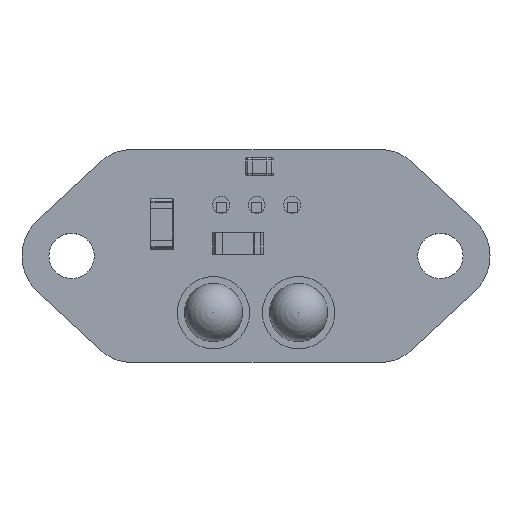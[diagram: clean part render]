
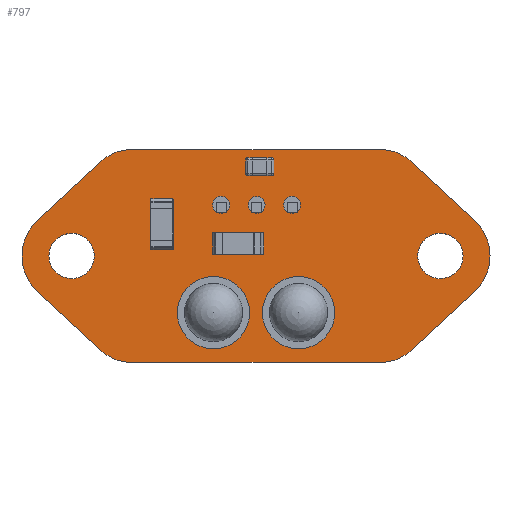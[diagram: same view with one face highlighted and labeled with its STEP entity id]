
A CAD part, top view. The second image highlights one B-rep face of the part: STEP entity #797.
In plain terms, the highlighted planar face has unit normal (0, 0, 1).
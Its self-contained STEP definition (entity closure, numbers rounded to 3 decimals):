
#76 = VERTEX_POINT('',#77);
#77 = CARTESIAN_POINT('',(5.646,0.795,0.411));
#83 = EDGE_CURVE('',#76,#84,#86,.T.);
#84 = VERTEX_POINT('',#85);
#85 = CARTESIAN_POINT('',(7.674,0.006,0.411));
#86 = CIRCLE('',#87,3.011);
#87 = AXIS2_PLACEMENT_3D('',#88,#89,#90);
#88 = CARTESIAN_POINT('',(7.678,3.017,0.411));
#89 = DIRECTION('',(0.,0.,1.));
#90 = DIRECTION('',(-0.675,-0.738,0.));
#116 = EDGE_CURVE('',#84,#117,#119,.T.);
#117 = VERTEX_POINT('',#118);
#118 = CARTESIAN_POINT('',(25.339,0.006,0.411)
  );
#119 = LINE('',#120,#121);
#120 = CARTESIAN_POINT('',(7.674,0.006,0.411));
#121 = VECTOR('',#122,1.);
#122 = DIRECTION('',(1.,0.,0.));
#147 = EDGE_CURVE('',#117,#148,#150,.T.);
#148 = VERTEX_POINT('',#149);
#149 = CARTESIAN_POINT('',(27.367,0.795,0.411));
#150 = CIRCLE('',#151,3.011);
#151 = AXIS2_PLACEMENT_3D('',#152,#153,#154);
#152 = CARTESIAN_POINT('',(25.335,3.017,0.411));
#153 = DIRECTION('',(0.,0.,1.));
#154 = DIRECTION('',(0.001,-1.,0.));
#180 = EDGE_CURVE('',#148,#181,#183,.T.);
#181 = VERTEX_POINT('',#182);
#182 = CARTESIAN_POINT('',(31.872,4.927,0.411));
#183 = LINE('',#184,#185);
#184 = CARTESIAN_POINT('',(27.367,0.795,0.411));
#185 = VECTOR('',#186,1.);
#186 = DIRECTION('',(0.737,0.676,0.));
#211 = EDGE_CURVE('',#181,#212,#214,.T.);
#212 = VERTEX_POINT('',#213);
#213 = CARTESIAN_POINT('',(31.872,10.086,0.411));
#214 = CIRCLE('',#215,3.501);
#215 = AXIS2_PLACEMENT_3D('',#216,#217,#218);
#216 = CARTESIAN_POINT('',(29.505,7.507,0.411));
#217 = DIRECTION('',(0.,0.,1.));
#218 = DIRECTION('',(0.676,-0.737,0.));
#244 = EDGE_CURVE('',#212,#245,#247,.T.);
#245 = VERTEX_POINT('',#246);
#246 = CARTESIAN_POINT('',(27.367,14.217,0.411));
#247 = LINE('',#248,#249);
#248 = CARTESIAN_POINT('',(31.872,10.086,0.411));
#249 = VECTOR('',#250,1.);
#250 = DIRECTION('',(-0.737,0.676,0.));
#275 = EDGE_CURVE('',#245,#276,#278,.T.);
#276 = VERTEX_POINT('',#277);
#277 = CARTESIAN_POINT('',(25.339,15.006,0.411));
#278 = CIRCLE('',#279,2.998);
#279 = AXIS2_PLACEMENT_3D('',#280,#281,#282);
#280 = CARTESIAN_POINT('',(25.34,12.008,0.411));
#281 = DIRECTION('',(0.,0.,1.));
#282 = DIRECTION('',(0.676,0.737,0.));
#308 = EDGE_CURVE('',#276,#309,#311,.T.);
#309 = VERTEX_POINT('',#310);
#310 = CARTESIAN_POINT('',(7.674,15.006,0.411));
#311 = LINE('',#312,#313);
#312 = CARTESIAN_POINT('',(25.339,15.006,0.411));
#313 = VECTOR('',#314,1.);
#314 = DIRECTION('',(-1.,0.,0.));
#339 = EDGE_CURVE('',#309,#340,#342,.T.);
#340 = VERTEX_POINT('',#341);
#341 = CARTESIAN_POINT('',(5.646,14.217,0.411));
#342 = CIRCLE('',#343,2.998);
#343 = AXIS2_PLACEMENT_3D('',#344,#345,#346);
#344 = CARTESIAN_POINT('',(7.673,12.008,0.411));
#345 = DIRECTION('',(0.,0.,1.));
#346 = DIRECTION('',(0.,1.,0.));
#372 = EDGE_CURVE('',#340,#373,#375,.T.);
#373 = VERTEX_POINT('',#374);
#374 = CARTESIAN_POINT('',(1.141,10.086,0.411));
#375 = LINE('',#376,#377);
#376 = CARTESIAN_POINT('',(5.646,14.217,0.411));
#377 = VECTOR('',#378,1.);
#378 = DIRECTION('',(-0.737,-0.676,0.));
#403 = EDGE_CURVE('',#373,#404,#406,.T.);
#404 = VERTEX_POINT('',#405);
#405 = CARTESIAN_POINT('',(1.141,4.927,0.411));
#406 = CIRCLE('',#407,3.499);
#407 = AXIS2_PLACEMENT_3D('',#408,#409,#410);
#408 = CARTESIAN_POINT('',(3.505,7.507,0.411));
#409 = DIRECTION('',(0.,0.,1.));
#410 = DIRECTION('',(-0.676,0.737,0.));
#436 = EDGE_CURVE('',#404,#76,#437,.T.);
#437 = LINE('',#438,#439);
#438 = CARTESIAN_POINT('',(1.141,4.927,0.411));
#439 = VECTOR('',#440,1.);
#440 = DIRECTION('',(0.737,-0.676,0.));
#460 = VERTEX_POINT('',#461);
#461 = CARTESIAN_POINT('',(12.617,3.506,0.411));
#467 = EDGE_CURVE('',#460,#460,#468,.T.);
#468 = CIRCLE('',#469,0.381);
#469 = AXIS2_PLACEMENT_3D('',#470,#471,#472);
#470 = CARTESIAN_POINT('',(12.236,3.506,0.411));
#471 = DIRECTION('',(0.,0.,1.));
#472 = DIRECTION('',(1.,0.,0.));
#493 = VERTEX_POINT('',#494);
#494 = CARTESIAN_POINT('',(15.157,3.506,0.411));
#500 = EDGE_CURVE('',#493,#493,#501,.T.);
#501 = CIRCLE('',#502,0.381);
#502 = AXIS2_PLACEMENT_3D('',#503,#504,#505);
#503 = CARTESIAN_POINT('',(14.776,3.506,0.411));
#504 = DIRECTION('',(0.,0.,1.));
#505 = DIRECTION('',(1.,0.,0.));
#526 = VERTEX_POINT('',#527);
#527 = CARTESIAN_POINT('',(5.106,7.506,0.411));
#533 = EDGE_CURVE('',#526,#526,#534,.T.);
#534 = CIRCLE('',#535,1.6);
#535 = AXIS2_PLACEMENT_3D('',#536,#537,#538);
#536 = CARTESIAN_POINT('',(3.506,7.506,0.411));
#537 = DIRECTION('',(0.,0.,1.));
#538 = DIRECTION('',(1.,0.,0.));
#559 = VERTEX_POINT('',#560);
#560 = CARTESIAN_POINT('',(14.646,11.106,0.411));
#566 = EDGE_CURVE('',#559,#559,#567,.T.);
#567 = CIRCLE('',#568,0.6);
#568 = AXIS2_PLACEMENT_3D('',#569,#570,#571);
#569 = CARTESIAN_POINT('',(14.046,11.106,0.411));
#570 = DIRECTION('',(0.,0.,1.));
#571 = DIRECTION('',(1.,0.,0.));
#592 = VERTEX_POINT('',#593);
#593 = CARTESIAN_POINT('',(18.617,3.506,0.411));
#599 = EDGE_CURVE('',#592,#592,#600,.T.);
#600 = CIRCLE('',#601,0.381);
#601 = AXIS2_PLACEMENT_3D('',#602,#603,#604);
#602 = CARTESIAN_POINT('',(18.236,3.506,0.411));
#603 = DIRECTION('',(0.,0.,1.));
#604 = DIRECTION('',(1.,0.,0.));
#625 = VERTEX_POINT('',#626);
#626 = CARTESIAN_POINT('',(21.157,3.506,0.411));
#632 = EDGE_CURVE('',#625,#625,#633,.T.);
#633 = CIRCLE('',#634,0.381);
#634 = AXIS2_PLACEMENT_3D('',#635,#636,#637);
#635 = CARTESIAN_POINT('',(20.776,3.506,0.411));
#636 = DIRECTION('',(0.,0.,1.));
#637 = DIRECTION('',(1.,0.,0.));
#658 = VERTEX_POINT('',#659);
#659 = CARTESIAN_POINT('',(17.146,11.106,0.411));
#665 = EDGE_CURVE('',#658,#658,#666,.T.);
#666 = CIRCLE('',#667,0.6);
#667 = AXIS2_PLACEMENT_3D('',#668,#669,#670);
#668 = CARTESIAN_POINT('',(16.546,11.106,0.411));
#669 = DIRECTION('',(0.,0.,1.));
#670 = DIRECTION('',(1.,0.,0.));
#691 = VERTEX_POINT('',#692);
#692 = CARTESIAN_POINT('',(31.106,7.506,0.411));
#698 = EDGE_CURVE('',#691,#691,#699,.T.);
#699 = CIRCLE('',#700,1.6);
#700 = AXIS2_PLACEMENT_3D('',#701,#702,#703);
#701 = CARTESIAN_POINT('',(29.506,7.506,0.411));
#702 = DIRECTION('',(0.,0.,1.));
#703 = DIRECTION('',(1.,0.,0.));
#724 = VERTEX_POINT('',#725);
#725 = CARTESIAN_POINT('',(19.646,11.106,0.411));
#731 = EDGE_CURVE('',#724,#724,#732,.T.);
#732 = CIRCLE('',#733,0.6);
#733 = AXIS2_PLACEMENT_3D('',#734,#735,#736);
#734 = CARTESIAN_POINT('',(19.046,11.106,0.411));
#735 = DIRECTION('',(0.,0.,1.));
#736 = DIRECTION('',(1.,0.,0.));
#797 = ADVANCED_FACE('',(#798,#812,#815,#818,#821,#824,#827,#830,#833,
    #836),#839,.F.);
#798 = FACE_BOUND('',#799,.T.);
#799 = EDGE_LOOP('',(#800,#801,#802,#803,#804,#805,#806,#807,#808,#809,
    #810,#811));
#800 = ORIENTED_EDGE('',*,*,#83,.T.);
#801 = ORIENTED_EDGE('',*,*,#116,.T.);
#802 = ORIENTED_EDGE('',*,*,#147,.T.);
#803 = ORIENTED_EDGE('',*,*,#180,.T.);
#804 = ORIENTED_EDGE('',*,*,#211,.T.);
#805 = ORIENTED_EDGE('',*,*,#244,.T.);
#806 = ORIENTED_EDGE('',*,*,#275,.T.);
#807 = ORIENTED_EDGE('',*,*,#308,.T.);
#808 = ORIENTED_EDGE('',*,*,#339,.T.);
#809 = ORIENTED_EDGE('',*,*,#372,.T.);
#810 = ORIENTED_EDGE('',*,*,#403,.T.);
#811 = ORIENTED_EDGE('',*,*,#436,.T.);
#812 = FACE_BOUND('',#813,.F.);
#813 = EDGE_LOOP('',(#814));
#814 = ORIENTED_EDGE('',*,*,#467,.T.);
#815 = FACE_BOUND('',#816,.F.);
#816 = EDGE_LOOP('',(#817));
#817 = ORIENTED_EDGE('',*,*,#500,.T.);
#818 = FACE_BOUND('',#819,.F.);
#819 = EDGE_LOOP('',(#820));
#820 = ORIENTED_EDGE('',*,*,#533,.T.);
#821 = FACE_BOUND('',#822,.F.);
#822 = EDGE_LOOP('',(#823));
#823 = ORIENTED_EDGE('',*,*,#566,.T.);
#824 = FACE_BOUND('',#825,.F.);
#825 = EDGE_LOOP('',(#826));
#826 = ORIENTED_EDGE('',*,*,#599,.T.);
#827 = FACE_BOUND('',#828,.F.);
#828 = EDGE_LOOP('',(#829));
#829 = ORIENTED_EDGE('',*,*,#632,.T.);
#830 = FACE_BOUND('',#831,.F.);
#831 = EDGE_LOOP('',(#832));
#832 = ORIENTED_EDGE('',*,*,#665,.T.);
#833 = FACE_BOUND('',#834,.F.);
#834 = EDGE_LOOP('',(#835));
#835 = ORIENTED_EDGE('',*,*,#698,.T.);
#836 = FACE_BOUND('',#837,.F.);
#837 = EDGE_LOOP('',(#838));
#838 = ORIENTED_EDGE('',*,*,#731,.T.);
#839 = PLANE('',#840);
#840 = AXIS2_PLACEMENT_3D('',#841,#842,#843);
#841 = CARTESIAN_POINT('',(5.646,0.795,0.411));
#842 = DIRECTION('',(0.,0.,-1.));
#843 = DIRECTION('',(-1.,0.,0.));
